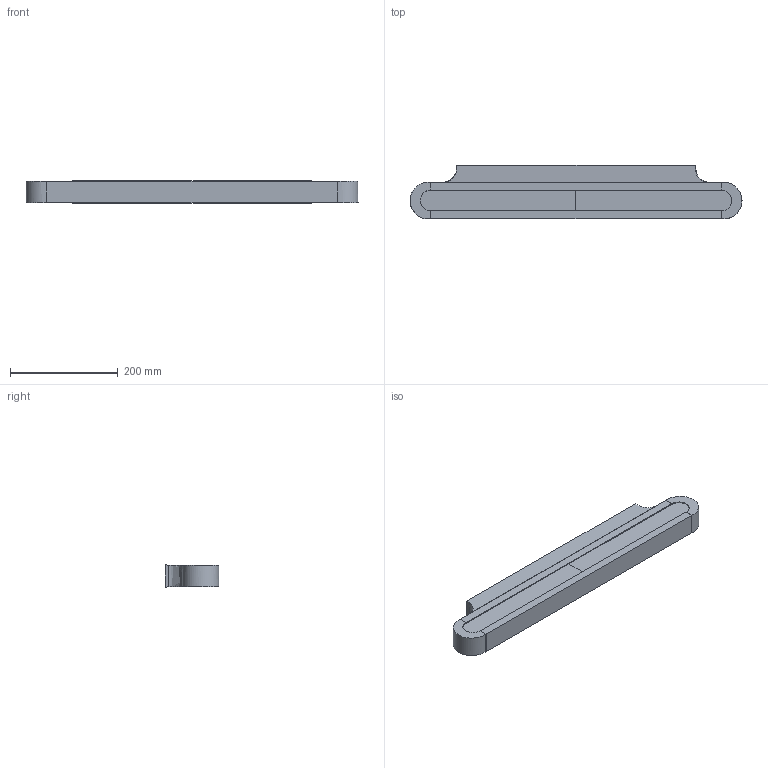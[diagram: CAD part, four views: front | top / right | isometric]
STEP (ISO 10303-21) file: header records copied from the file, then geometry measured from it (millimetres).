
FILE_DESCRIPTION(/* description */ (''),/* implementation_level */ '2;1');
FILE_NAME(/* name */ '3D Semplificato_Parete_Poulton_Talo 60',/* time_stamp */ '2016-02-03T12:25:45+01:00',/* author */ (''),/* organization */ (''),/* preprocessor_version */ 'ST-DEVELOPER v10',/* originating_system */ '',/* authorisation */ '');
FILE_SCHEMA (('CONFIG_CONTROL_DESIGN'));
Length unit declared in the file: millimetre
Products named in the file (1): 1
Bounding box: 616.09 x 100 x 40.92 mm (x, y, z)
Volume: 1404373.5 mm3; surface area: 259184.9 mm2
Topology: 4 solids, 4 shells, 119 faces, 268 edges, 156 vertices
Faces by surface type: plane 71, bspline 48
Entity records: 3889 total; most frequent: CARTESIAN_POINT 1955, ORIENTED_EDGE 534, EDGE_CURVE 267, B_SPLINE_CURVE_WITH_KNOTS 262, VERTEX_POINT 154, ADVANCED_FACE 119, FACE_OUTER_BOUND 119, EDGE_LOOP 119
